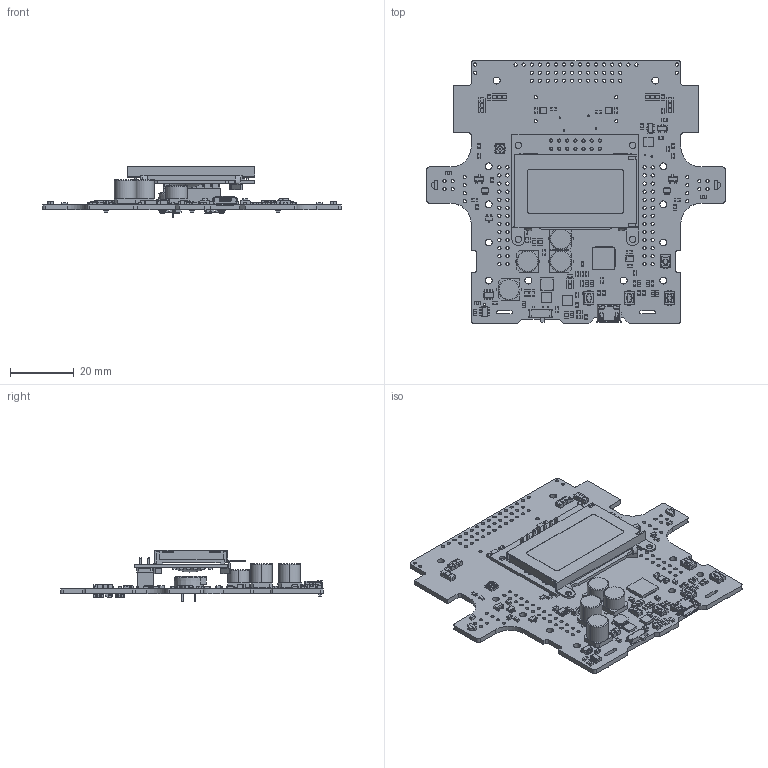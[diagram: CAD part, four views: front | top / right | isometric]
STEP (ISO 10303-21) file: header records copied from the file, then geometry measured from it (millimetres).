
FILE_DESCRIPTION (( 'STEP AP214' ), '1' );
FILE_NAME ('zumo-32u4-main-board.step', '2020-09-10T21:26:04', ( '' ), ( '' ), 'SwSTEP 2.0', 'SolidWorks 2020', '' );
FILE_SCHEMA (( 'AUTOMOTIVE_DESIGN' ));
Length unit declared in the file: inch
Products named in the file (1): zumo-32u4-main-board
Bounding box: 93.98 x 82.8 x 16.18 mm (x, y, z)
Volume: 15931.9 mm3; surface area: 22026.3 mm2
Topology: 3 solids, 3 shells, 5925 faces, 16323 edges, 10504 vertices
Faces by surface type: plane 4225, cylinder 1432, bspline 185, torus 38, sphere 26, cone 19
Entity records: 271271 total; most frequent: CARTESIAN_POINT 42874, ORIENTED_EDGE 32630, DIRECTION 29409, EDGE_CURVE 16315, VECTOR 12761, LINE 12761, VERTEX_POINT 10504, AXIS2_PLACEMENT_3D 8324
